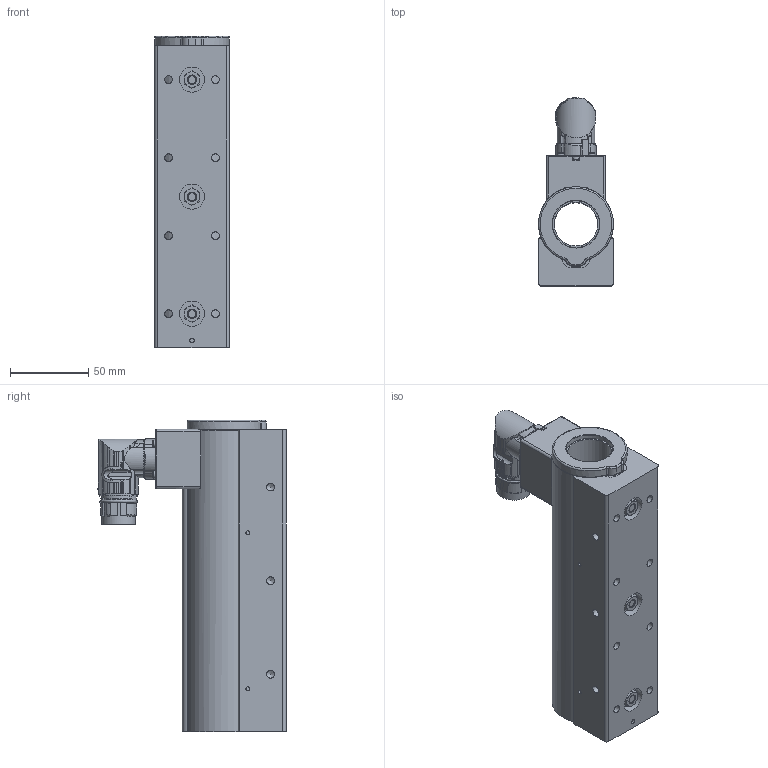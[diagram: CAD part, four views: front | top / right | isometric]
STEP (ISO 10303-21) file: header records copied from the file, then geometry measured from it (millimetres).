
FILE_DESCRIPTION (( 'STEP AP214' ), '1' );
FILE_NAME ('0186-1445_260129_PS01-48Mx150G-HP-C.STEP', '2026-01-29T08:39:59', ( '' ), ( '' ), 'SwSTEP 2.0', 'SolidWorks 2026', '' );
FILE_SCHEMA (( 'AUTOMOTIVE_DESIGN' ));
Length unit declared in the file: millimetre
Products named in the file (1): 0186-1445_260129_PS01-48Mx150G-HP-C
Bounding box: 48 x 120.62 x 199.5 mm (x, y, z)
Volume: 480968.7 mm3; surface area: 120738.8 mm2
Topology: 12 solids, 35 shells, 1507 faces, 4006 edges, 2559 vertices
Faces by surface type: cylinder 649, plane 540, cone 195, torus 62, bspline 57, sphere 4
Full cylindrical faces by diameter (mm): 1 x10, 1.2 x5, 1.5 x5, 1.8 x5, 2 x8, 2.05 x4, 2.1 x4, 2.5 x8, 2.6 x4, 2.7 x4, 2.8 x7, 2.9 x4, 3 x2, 3.2 x2, 4.5 x8, 5 x32, 5.5 x2, 6 x3, 6.6 x3, 16 x3, 17.3 x1, 18 x1, 19.4 x1, 20.1 x1, 21.15 x2, 21.5 x1, 21.8 x1, 24.3 x1, 28 x1, 30 x1
Entity records: 78504 total; most frequent: CARTESIAN_POINT 31428, ORIENTED_EDGE 7324, DIRECTION 6076, EDGE_CURVE 3662, VERTEX_POINT 2465, AXIS2_PLACEMENT_3D 2283, EDGE_LOOP 1857, FACE_OUTER_BOUND 1667
